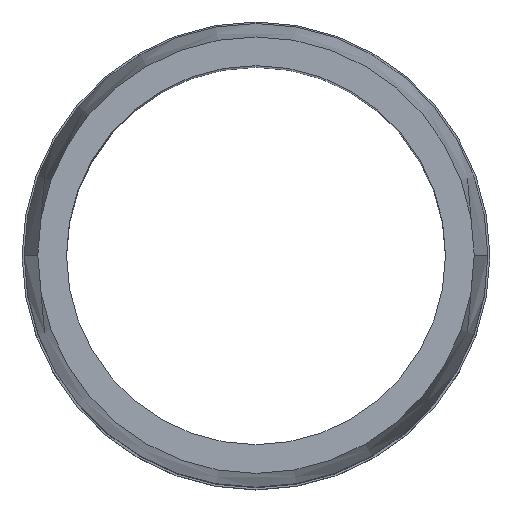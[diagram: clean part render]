
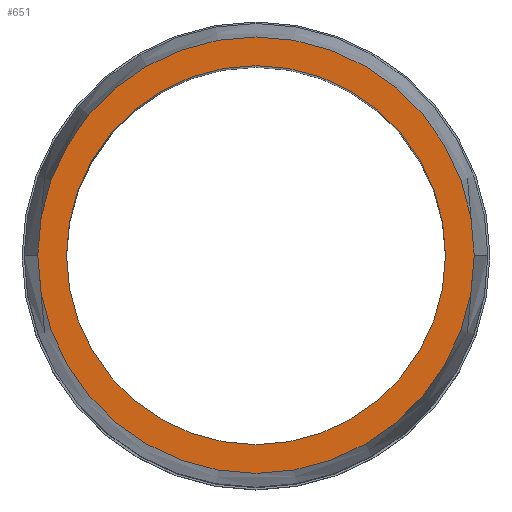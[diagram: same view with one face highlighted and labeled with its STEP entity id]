
A CAD part, top view. The second image highlights one B-rep face of the part: STEP entity #651.
In plain terms, the highlighted planar face has unit normal (0, 0, 1).
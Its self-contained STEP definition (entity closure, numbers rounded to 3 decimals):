
#26 = VERTEX_POINT ( 'NONE', #815 ) ;
#28 = VERTEX_POINT ( 'NONE', #814 ) ;
#29 = EDGE_CURVE ( 'NONE', #28, #26, #813, .T. ) ;
#128 = DIRECTION ( 'NONE',  ( 0., 1., 0. ) ) ;
#129 = DIRECTION ( 'NONE',  ( 0., 0., -1. ) ) ;
#130 = CARTESIAN_POINT ( 'NONE',  ( 0., 0., 0. ) ) ;
#131 = AXIS2_PLACEMENT_3D ( 'NONE', #130, #129, #128 ) ;
#132 = DIRECTION ( 'NONE',  ( -1., 0., 0. ) ) ;
#133 = DIRECTION ( 'NONE',  ( 0., 0., -1. ) ) ;
#134 = AXIS2_PLACEMENT_3D ( 'NONE', #136, #133, #132 ) ;
#135 = CIRCLE ( 'NONE', #131, 13.65 ) ;
#136 = CARTESIAN_POINT ( 'NONE',  ( 0., 16.85, 0. ) ) ;
#137 = PLANE ( 'NONE',  #134 ) ;
#138 = FACE_OUTER_BOUND ( 'NONE', #655, .T. ) ;
#142 = FACE_BOUND ( 'NONE', #652, .T. ) ;
#369 = CARTESIAN_POINT ( 'NONE',  ( 0., 13.65, 0. ) ) ;
#370 = DIRECTION ( 'NONE',  ( 0., 1., 0. ) ) ;
#371 = DIRECTION ( 'NONE',  ( 0., 0., -1. ) ) ;
#372 = CARTESIAN_POINT ( 'NONE',  ( 0., 0., 0. ) ) ;
#373 = AXIS2_PLACEMENT_3D ( 'NONE', #372, #371, #370 ) ;
#374 = CIRCLE ( 'NONE', #373, 13.65 ) ;
#387 = DIRECTION ( 'NONE',  ( 1., 0., 0. ) ) ;
#388 = DIRECTION ( 'NONE',  ( 0., 0., 1. ) ) ;
#389 = AXIS2_PLACEMENT_3D ( 'NONE', #457, #388, #387 ) ;
#390 = CIRCLE ( 'NONE', #389, 15.718 ) ;
#457 = CARTESIAN_POINT ( 'NONE',  ( 0., 0., 0. ) ) ;
#503 = CARTESIAN_POINT ( 'NONE',  ( 0., -13.65, 0. ) ) ;
#651 = ADVANCED_FACE ( 'NONE', ( #142, #138 ), #137, .F. ) ;
#652 = EDGE_LOOP ( 'NONE', ( #653, #675 ) ) ;
#653 = ORIENTED_EDGE ( 'NONE', *, *, #654, .T. ) ;
#654 = EDGE_CURVE ( 'NONE', #883, #851, #135, .T. ) ;
#655 = EDGE_LOOP ( 'NONE', ( #676, #872 ) ) ;
#675 = ORIENTED_EDGE ( 'NONE', *, *, #882, .T. ) ;
#676 = ORIENTED_EDGE ( 'NONE', *, *, #871, .T. ) ;
#809 = DIRECTION ( 'NONE',  ( 1., 0., 0. ) ) ;
#810 = DIRECTION ( 'NONE',  ( 0., 0., 1. ) ) ;
#811 = CARTESIAN_POINT ( 'NONE',  ( 0., 0., 0. ) ) ;
#812 = AXIS2_PLACEMENT_3D ( 'NONE', #811, #810, #809 ) ;
#813 = CIRCLE ( 'NONE', #812, 15.718 ) ;
#814 = CARTESIAN_POINT ( 'NONE',  ( 15.718, 0., 0. ) ) ;
#815 = CARTESIAN_POINT ( 'NONE',  ( -15.718, 0., 0. ) ) ;
#851 = VERTEX_POINT ( 'NONE', #503 ) ;
#871 = EDGE_CURVE ( 'NONE', #26, #28, #390, .T. ) ;
#872 = ORIENTED_EDGE ( 'NONE', *, *, #29, .T. ) ;
#882 = EDGE_CURVE ( 'NONE', #851, #883, #374, .T. ) ;
#883 = VERTEX_POINT ( 'NONE', #369 ) ;
